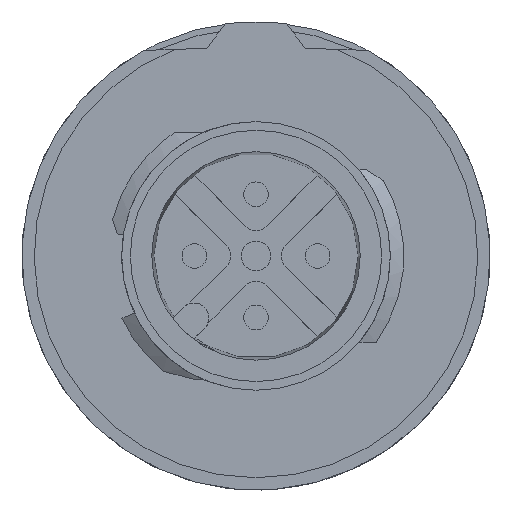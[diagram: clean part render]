
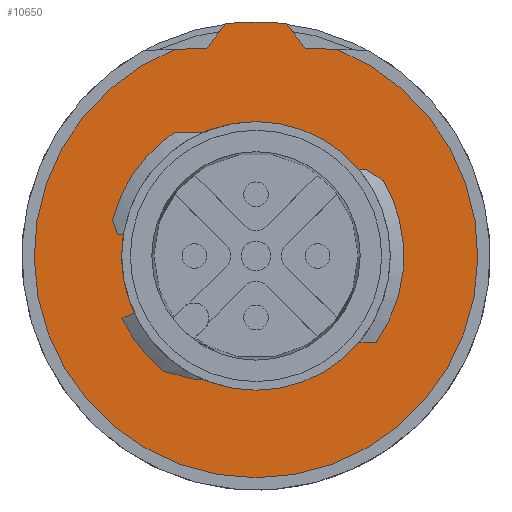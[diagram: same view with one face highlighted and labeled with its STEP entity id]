
A CAD part, front view. The second image highlights one B-rep face of the part: STEP entity #10650.
In plain terms, the highlighted face is planar.
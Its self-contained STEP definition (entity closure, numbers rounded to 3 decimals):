
#9690=CARTESIAN_POINT('',(5.265,-24.698,
34.445));
#9700=VERTEX_POINT('',#9690);
#9730=CARTESIAN_POINT('',(-2.988,-21.797,
32.332));
#9740=DIRECTION('',(-0.174,-0.853,
-0.492));
#9750=DIRECTION('',(-0.985,0.15,
0.087));
#9760=AXIS2_PLACEMENT_3D('',#9730,#9740,#9750);
#9770=CIRCLE('',#9760,9.);
#9780=CARTESIAN_POINT('',(5.265,-21.418,
28.763));
#9790=VERTEX_POINT('',#9780);
#9800=EDGE_CURVE('',#9700,#9790,#9770,.T.);
#9990=CARTESIAN_POINT('',(-5.654,-24.165,
37.373));
#10000=DIRECTION('',(-0.174,-0.853,
-0.492));
#10010=DIRECTION('',(0.432,0.383,
-0.816));
#10020=AXIS2_PLACEMENT_3D('',#9990,#10000,#10010);
#10030=PLANE('',#10020);
#10040=CARTESIAN_POINT('',(-2.988,-21.797,
32.332));
#10050=DIRECTION('',(-0.174,-0.853,
-0.492));
#10060=DIRECTION('',(0.696,0.247,
-0.674));
#10070=AXIS2_PLACEMENT_3D('',#10040,#10050,#10060);
#10080=CIRCLE('',#10070,5.45);
#10090=CARTESIAN_POINT('',(0.665,-24.352,
35.467));
#10100=VERTEX_POINT('',#10090);
#10110=CARTESIAN_POINT('',(-8.355,-20.978,
32.805));
#10120=VERTEX_POINT('',#10110);
#10130=EDGE_CURVE('',#10100,#10120,#10080,.T.);
#10140=ORIENTED_EDGE('',*,*,#10130,.F.);
#10150=CARTESIAN_POINT('',(2.379,-22.617,
31.859));
#10160=VERTEX_POINT('',#10150);
#10170=EDGE_CURVE('',#10120,#10160,#10080,.T.);
#10180=ORIENTED_EDGE('',*,*,#10170,.F.);
#10190=EDGE_CURVE('',#10160,#10100,#10080,.T.);
#10200=ORIENTED_EDGE('',*,*,#10190,.F.);
#10210=EDGE_LOOP('',(#10200,#10180,#10140));
#10220=FACE_BOUND('',#10210,.T.);
#10230=CARTESIAN_POINT('',(6.628,-5.089,0.));
#10240=DIRECTION('',(-0.034,-0.494,
0.869));
#10250=VECTOR('',#10240,1.);
#10260=LINE('',#10230,#10250);
#10270=CARTESIAN_POINT('',(5.309,-24.066,
33.335));
#10280=VERTEX_POINT('',#10270);
#10290=EDGE_CURVE('',#10280,#9700,#10260,.T.);
#10300=ORIENTED_EDGE('',*,*,#10290,.T.);
#10310=CARTESIAN_POINT('',(0.,-25.346,37.425));
#10320=DIRECTION('',(-0.778,-0.188,
0.599));
#10330=VECTOR('',#10320,1.);
#10340=LINE('',#10310,#10330);
#10350=CARTESIAN_POINT('',(6.288,-23.83,
32.581));
#10360=VERTEX_POINT('',#10350);
#10370=EDGE_CURVE('',#10360,#10280,#10340,.T.);
#10380=ORIENTED_EDGE('',*,*,#10370,.T.);
#10390=CARTESIAN_POINT('',(-2.988,-21.797,
32.332));
#10400=DIRECTION('',(0.174,0.853,
0.492));
#10410=DIRECTION('',(-0.086,-0.485,
0.87));
#10420=AXIS2_PLACEMENT_3D('',#10390,#10400,#10410);
#10430=CIRCLE('',#10420,9.5);
#10440=CARTESIAN_POINT('',(6.288,-22.598,
30.447));
#10450=VERTEX_POINT('',#10440);
#10460=EDGE_CURVE('',#10360,#10450,#10430,.T.);
#10470=ORIENTED_EDGE('',*,*,#10460,.F.);
#10480=CARTESIAN_POINT('',(0.,-19.161,26.712));
#10490=DIRECTION('',(0.778,-0.425,
0.462));
#10500=VECTOR('',#10490,1.);
#10510=LINE('',#10480,#10500);
#10520=CARTESIAN_POINT('',(5.309,-22.063,
29.866));
#10530=VERTEX_POINT('',#10520);
#10540=EDGE_CURVE('',#10530,#10450,#10510,.T.);
#10550=ORIENTED_EDGE('',*,*,#10540,.T.);
#10560=CARTESIAN_POINT('',(4.119,-4.578,0.));
#10570=DIRECTION('',(-0.034,0.505,
-0.862));
#10580=VECTOR('',#10570,1.);
#10590=LINE('',#10560,#10580);
#10600=EDGE_CURVE('',#10530,#9790,#10590,.T.);
#10610=ORIENTED_EDGE('',*,*,#10600,.F.);
#10620=ORIENTED_EDGE('',*,*,#9800,.T.);
#10630=EDGE_LOOP('',(#10620,#10610,#10550,#10470,#10380,#10300));
#10640=FACE_OUTER_BOUND('',#10630,.T.);
#10650=ADVANCED_FACE('',(#10220,#10640),#10030,.T.);
